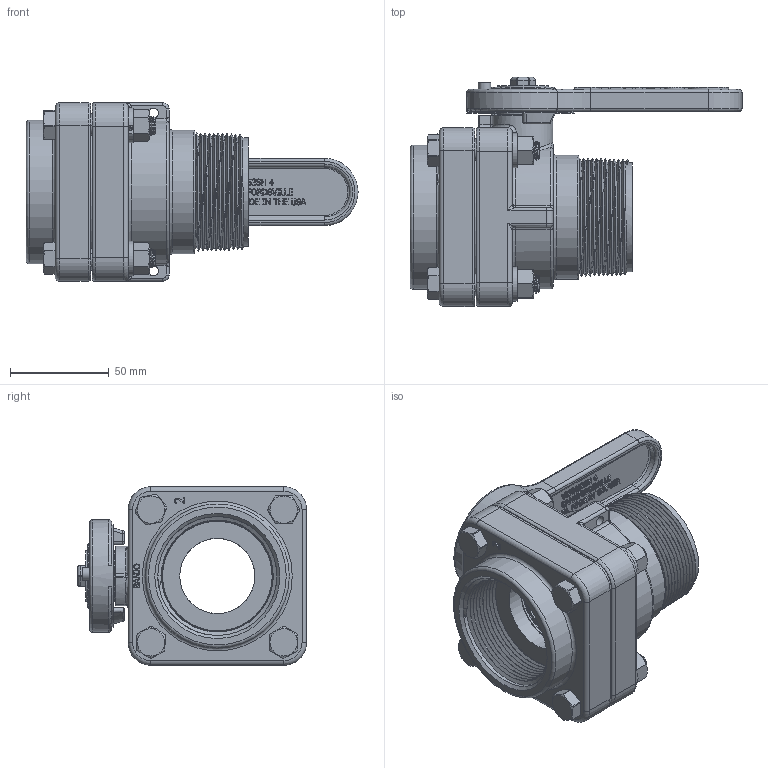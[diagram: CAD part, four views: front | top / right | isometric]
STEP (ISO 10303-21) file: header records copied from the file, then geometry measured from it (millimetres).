
FILE_DESCRIPTION(/* description */ ('2" MALE NPT X 2" FEMALE NPT VLV'),/* implementation_level */ '2;1');
FILE_NAME(/* name */ 'VSMT200.stp',/* time_stamp */ '2022-09-16T15:16:05-04:00',/* author */ ('MEG'),/* organization */ (''),/* preprocessor_version */ 'ST-DEVELOPER v18.1',/* originating_system */ 'Autodesk Inventor 2022',/* authorisation */ '');
FILE_SCHEMA (('AUTOMOTIVE_DESIGN { 1 0 10303 214 3 1 1 }'));
Products named in the file (19): VSMT200; VMT20254; VXMT20254; V20010SS; V20018; V20019; V20020; V20021; V21204; VS20151; V20151; VS20152SH; VS20255; VS20255M; VS20255X; VS20256; VX20256; VS20258A; V20060
Assembly tree (29 placements, depth 4):
  VSMT200
    VMT20254
      VXMT20254
    V20010SS  x4
    V20018  x4
    V20019  x4
    V20020
    V20021
    V20060  x2
    V21204
    VS20151
      V20151
    VS20152SH
    VS20255
      VS20255M
        VS20255X
    VS20256
      VX20256
    VS20258A  x2
Bounding box: 168.26 x 116.14 x 90.49 mm (x, y, z)
Volume: 439013 mm3; surface area: 151446.8 mm2
Topology: 25 solids, 25 shells, 2268 faces, 5429 edges, 3314 vertices
Faces by surface type: plane 855, cylinder 567, cone 487, bspline 268, torus 83, sphere 8
Full cylindrical faces by diameter (mm): 2.997 x1, 3.302 x2, 4.978 x1, 5.08 x2, 6.35 x1, 7.144 x1, 8.915 x4, 9.525 x4, 10.312 x4, 10.668 x4, 18.923 x1, 19.05 x2, 19.304 x1, 23.812 x2, 24.13 x1, 25.4 x2, 25.908 x1, 26.416 x1, 32.512 x1, 38.1 x5, 39.192 x2, 43.18 x2, 50.698 x2, 50.876 x2, 57.15 x1, 62.738 x1, 72.898 x1, 74.93 x1, 79.502 x1, 80.01 x1
Entity records: 58212 total; most frequent: CARTESIAN_POINT 21132, ORIENTED_EDGE 7928, DIRECTION 6739, EDGE_CURVE 3964, VERTEX_POINT 2521, LINE 2505, VECTOR 2505, AXIS2_PLACEMENT_3D 2117
